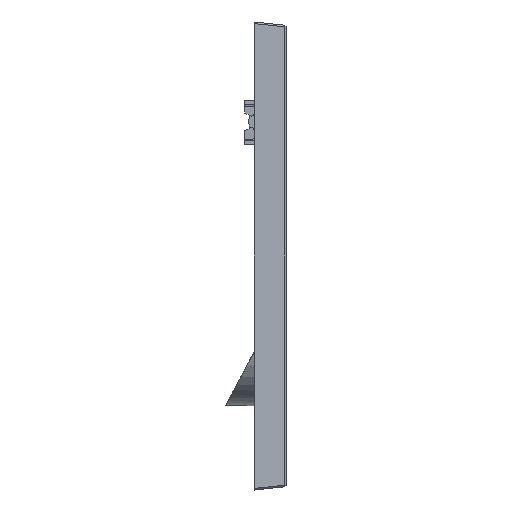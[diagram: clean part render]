
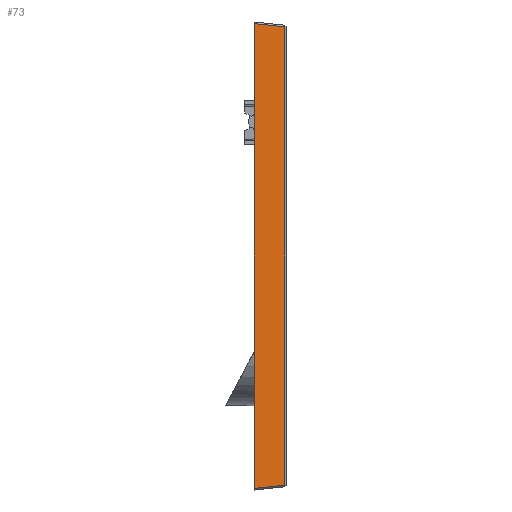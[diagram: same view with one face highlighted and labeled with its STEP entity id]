
A CAD part, left-side view. The second image highlights one B-rep face of the part: STEP entity #73.
In plain terms, the highlighted face is planar.
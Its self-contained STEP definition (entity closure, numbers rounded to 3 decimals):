
#73=ADVANCED_FACE('',(#604),#7889,.T.);
#604=FACE_OUTER_BOUND('',#1117,.T.);
#1117=EDGE_LOOP('',(#1720,#1721,#1722,#1723));
#1720=ORIENTED_EDGE('',*,*,#4212,.F.);
#1721=ORIENTED_EDGE('',*,*,#4305,.T.);
#1722=ORIENTED_EDGE('',*,*,#4248,.T.);
#1723=ORIENTED_EDGE('',*,*,#4311,.T.);
#4212=EDGE_CURVE('',#6780,#6779,#5802,.T.);
#4248=EDGE_CURVE('',#6801,#6802,#5832,.T.);
#4305=EDGE_CURVE('',#6780,#6801,#5883,.T.);
#4311=EDGE_CURVE('',#6802,#6779,#5889,.T.);
#5802=B_SPLINE_CURVE_WITH_KNOTS('',1,(#14435,#14436),.UNSPECIFIED.,.F.,
 .F.,(2,2),(0.,143.497),.UNSPECIFIED.);
#5832=B_SPLINE_CURVE_WITH_KNOTS('',1,(#14555,#14556),.UNSPECIFIED.,.F.,
 .F.,(2,2),(-145.495,0.),.UNSPECIFIED.);
#5883=B_SPLINE_CURVE_WITH_KNOTS('',1,(#14815,#14816),.UNSPECIFIED.,.F.,
 .F.,(2,2),(-9.607,0.),.UNSPECIFIED.);
#5889=B_SPLINE_CURVE_WITH_KNOTS('',1,(#14827,#14828),.UNSPECIFIED.,.F.,
 .F.,(2,2),(0.,9.607),.UNSPECIFIED.);
#6779=VERTEX_POINT('',#13917);
#6780=VERTEX_POINT('',#13918);
#6801=VERTEX_POINT('',#13939);
#6802=VERTEX_POINT('',#13940);
#7889=PLANE('',#8123);
#8123=AXIS2_PLACEMENT_3D('',#8752,#8323,$);
#8323=DIRECTION('',(-0.995,0.105,0.));
#8752=CARTESIAN_POINT('',(-108.607,-11.016,-87.357));
#13917=CARTESIAN_POINT('',(-107.501,-0.497,71.748));
#13918=CARTESIAN_POINT('',(-107.501,-0.497,-71.748));
#13939=CARTESIAN_POINT('',(-108.5,-10.,-72.747));
#13940=CARTESIAN_POINT('',(-108.5,-10.,72.747));
#14435=CARTESIAN_POINT('',(-107.501,-0.497,-71.748));
#14436=CARTESIAN_POINT('',(-107.501,-0.497,71.748));
#14555=CARTESIAN_POINT('',(-108.5,-10.,-72.747));
#14556=CARTESIAN_POINT('',(-108.5,-10.,72.747));
#14815=CARTESIAN_POINT('',(-107.501,-0.497,-71.748));
#14816=CARTESIAN_POINT('',(-108.5,-10.,-72.747));
#14827=CARTESIAN_POINT('',(-108.5,-10.,72.747));
#14828=CARTESIAN_POINT('',(-107.501,-0.497,71.748));
